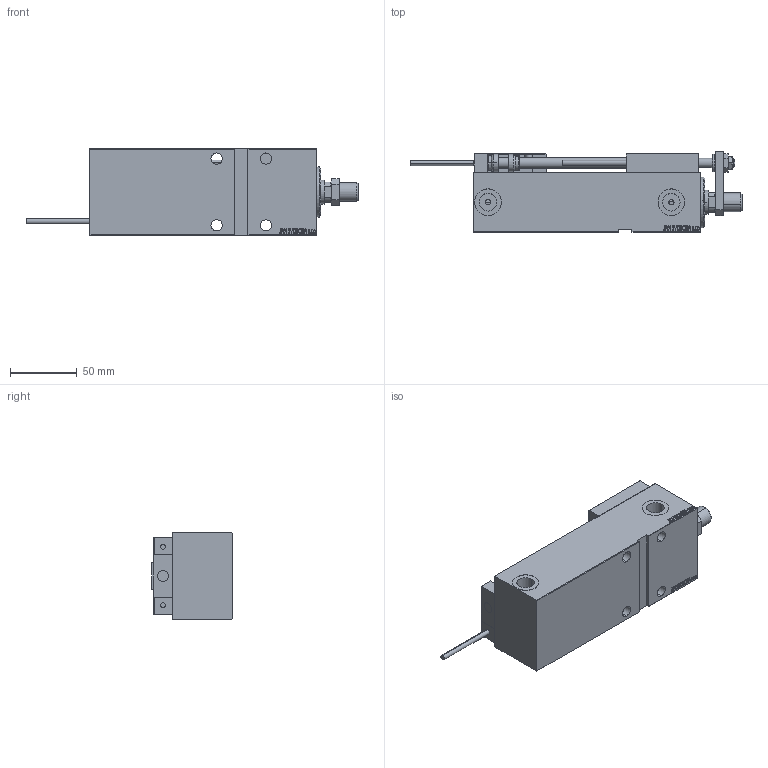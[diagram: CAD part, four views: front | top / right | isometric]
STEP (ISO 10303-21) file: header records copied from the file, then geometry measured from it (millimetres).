
FILE_DESCRIPTION (( 'STEP AP203' ), '1' );
FILE_NAME ('f413.STEP', '2022-04-17T13:09:28', ( '' ), ( '' ), 'SwSTEP 2.0', 'SolidWorks 2019', '' );
FILE_SCHEMA (( 'CONFIG_CONTROL_DESIGN' ));
Length unit declared in the file: millimetre
Products named in the file (17): KONCOVKA 575ecc5286b1e2699bc73af66975e5c9; SWITCH_X_FRONT_BACK 575ecc5286b1e2699bc73af66975e5c9; V450CM_MALE_METRIC 575ecc5286b1e2699bc73af66975e5c9; V450CM_G_VCP 575ecc5286b1e2699bc73af66975e5c9; V450CM_G_Body 575ecc5286b1e2699bc73af66975e5c9; f413; SWITCH DIM B,W 575ecc5286b1e2699bc73af66975e5c9; V450CM_VC_G 575ecc5286b1e2699bc73af66975e5c9; MAGNET 575ecc5286b1e2699bc73af66975e5c9; ALLEN BOLT D8 575ecc5286b1e2699bc73af66975e5c9; Block 575ecc5286b1e2699bc73af66975e5c9; NUT_D12 575ecc5286b1e2699bc73af66975e5c9; TYC_L79 575ecc5286b1e2699bc73af66975e5c9; NUT_D10 575ecc5286b1e2699bc73af66975e5c9; SWITCH X 575ecc5286b1e2699bc73af66975e5c9; ZARAZKA 575ecc5286b1e2699bc73af66975e5c9; ALLEN BOLT D5 575ecc5286b1e2699bc73af66975e5c9
Assembly tree (26 placements, depth 3):
  f413
    V450CM_G_Body 575ecc5286b1e2699bc73af66975e5c9
    V450CM_G_VCP 575ecc5286b1e2699bc73af66975e5c9
    V450CM_VC_G 575ecc5286b1e2699bc73af66975e5c9
    SWITCH X 575ecc5286b1e2699bc73af66975e5c9
      SWITCH_X_FRONT_BACK 575ecc5286b1e2699bc73af66975e5c9  x2
      TYC_L79 575ecc5286b1e2699bc73af66975e5c9
      Block 575ecc5286b1e2699bc73af66975e5c9  x2
      ALLEN BOLT D5 575ecc5286b1e2699bc73af66975e5c9  x4
      ALLEN BOLT D8 575ecc5286b1e2699bc73af66975e5c9  x4
      MAGNET 575ecc5286b1e2699bc73af66975e5c9  x2
      KONCOVKA 575ecc5286b1e2699bc73af66975e5c9  x2
    ZARAZKA 575ecc5286b1e2699bc73af66975e5c9
    NUT_D10 575ecc5286b1e2699bc73af66975e5c9
    NUT_D12 575ecc5286b1e2699bc73af66975e5c9
    SWITCH DIM B,W 575ecc5286b1e2699bc73af66975e5c9
    V450CM_MALE_METRIC 575ecc5286b1e2699bc73af66975e5c9
Bounding box: 249 x 60.5 x 65 mm (x, y, z)
Volume: 506638.7 mm3; surface area: 107272.6 mm2
Topology: 25 solids, 25 shells, 1309 faces, 3135 edges, 2002 vertices
Faces by surface type: plane 574, bspline 380, cylinder 188, cone 117, torus 46, sphere 4
Entity records: 50703 total; most frequent: CARTESIAN_POINT 25599, ORIENTED_EDGE 5290, DIRECTION 3584, EDGE_CURVE 2645, VERTEX_POINT 1726, VECTOR 1522, LINE 1522, EDGE_LOOP 1219
